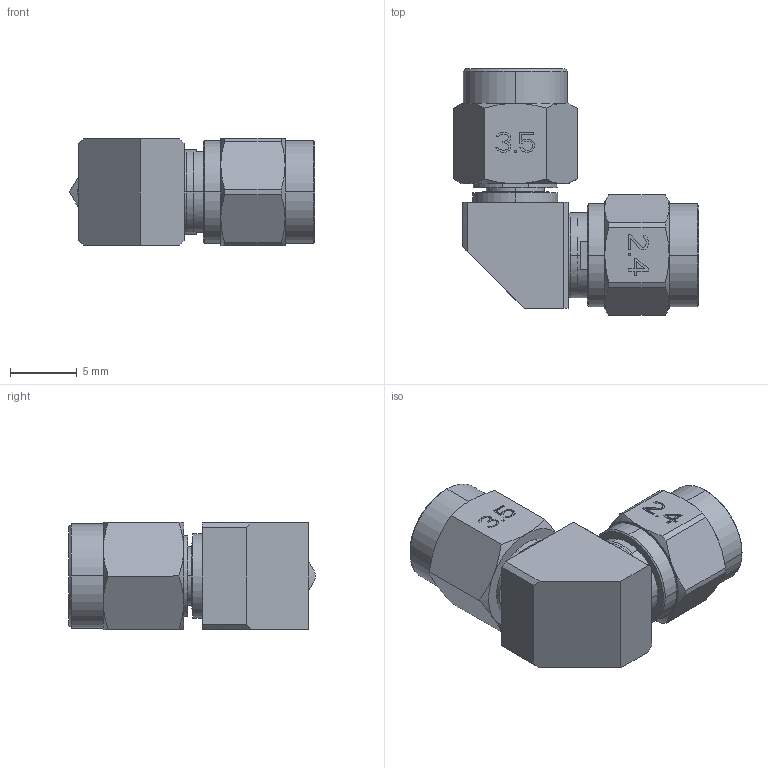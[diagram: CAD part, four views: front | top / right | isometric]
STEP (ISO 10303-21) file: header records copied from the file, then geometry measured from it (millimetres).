
FILE_DESCRIPTION (( 'STEP AP214' ), '1' );
FILE_NAME ('FMAD1554_3D.STEP', '2022-08-03T16:54:16', ( '' ), ( '' ), 'SwSTEP 2.0', 'SolidWorks 2021', '' );
FILE_SCHEMA (( 'AUTOMOTIVE_DESIGN' ));
Length unit declared in the file: millimetre
Products named in the file (4): Copy of ALS-K8-243-2--243^FMAD1554; Copy of ALS-K3K8-3-TOP^FMAD1554; Copy of ALS-K8PC3-12-2--PC3^FMAD1554; FMAD1554_3D
Assembly tree (3 placements, depth 2):
  FMAD1554_3D
    Copy of ALS-K3K8-3-TOP^FMAD1554
    Copy of ALS-K8PC3-12-2--PC3^FMAD1554
    Copy of ALS-K8-243-2--243^FMAD1554
Bounding box: 18.31 x 18.44 x 8 mm (x, y, z)
Volume: 1192.6 mm3; surface area: 1472 mm2
Topology: 3 solids, 3 shells, 349 faces, 881 edges, 563 vertices
Faces by surface type: plane 205, cylinder 81, cone 63
Entity records: 10574 total; most frequent: CARTESIAN_POINT 1949, DIRECTION 1762, ORIENTED_EDGE 1762, EDGE_CURVE 881, VECTOR 610, LINE 610, AXIS2_PLACEMENT_3D 576, VERTEX_POINT 563
